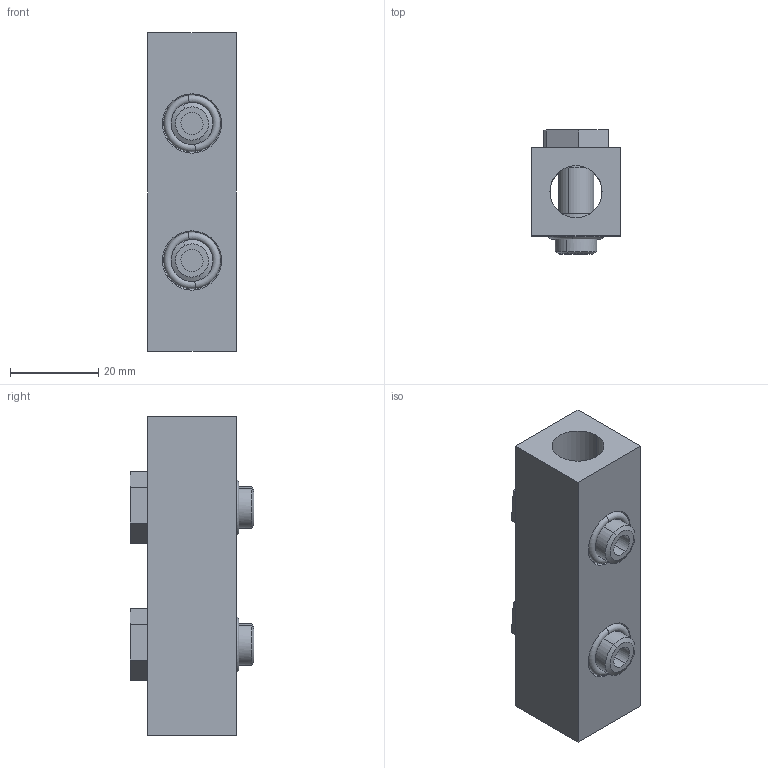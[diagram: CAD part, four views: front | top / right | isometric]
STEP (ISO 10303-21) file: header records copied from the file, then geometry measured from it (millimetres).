
FILE_DESCRIPTION (( 'STEP AP214' ), '1' );
FILE_NAME ('00_136_3.STEP', '2016-01-15T08:29:11', ( '' ), ( '' ), 'SwSTEP 2.0', 'SolidWorks 2016', '' );
FILE_SCHEMA (( 'AUTOMOTIVE_DESIGN' ));
Length unit declared in the file: millimetre
Products named in the file (1): 00_136_3
Bounding box: 20 x 28 x 72 mm (x, y, z)
Volume: 24116.2 mm3; surface area: 13341.7 mm2
Topology: 5 solids, 5 shells, 92 faces, 210 edges, 136 vertices
Faces by surface type: plane 46, cylinder 26, torus 12, cone 8
Entity records: 2836 total; most frequent: DIRECTION 500, CARTESIAN_POINT 439, ORIENTED_EDGE 420, EDGE_CURVE 210, AXIS2_PLACEMENT_3D 197, VERTEX_POINT 136, VECTOR 106, EDGE_LOOP 106
